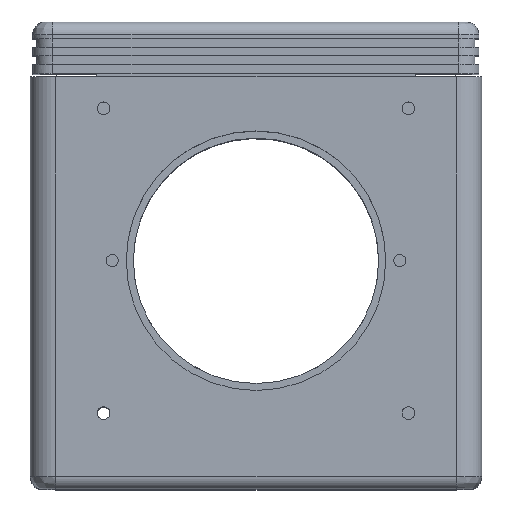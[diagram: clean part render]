
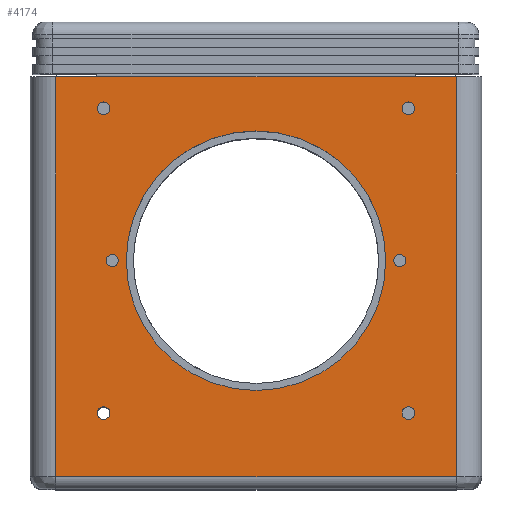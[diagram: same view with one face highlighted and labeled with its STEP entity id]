
A CAD part, top view. The second image highlights one B-rep face of the part: STEP entity #4174.
In plain terms, the highlighted planar face has unit normal (0, 0, -1).
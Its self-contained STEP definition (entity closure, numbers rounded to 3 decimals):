
#14 = CARTESIAN_POINT ( 'NONE',  ( 146.721, -48.964, -1.598 ) ) ;
#95 = AXIS2_PLACEMENT_3D ( 'NONE', #3335, #9032, #2394 ) ;
#157 = CARTESIAN_POINT ( 'NONE',  ( 130.571, -6.464, -1.598 ) ) ;
#185 = ORIENTED_EDGE ( 'NONE', *, *, #630, .T. ) ;
#211 = EDGE_CURVE ( 'NONE', #4797, #7984, #7618, .T. ) ;
#272 = DIRECTION ( 'NONE',  ( 1., 0., 0. ) ) ;
#528 = CARTESIAN_POINT ( 'NONE',  ( 62.821, 29.736, -1.598 ) ) ;
#585 = EDGE_CURVE ( 'NONE', #2093, #4797, #2528, .T. ) ;
#612 = VECTOR ( 'NONE', #3278, 1000. ) ;
#619 = ORIENTED_EDGE ( 'NONE', *, *, #585, .T. ) ;
#630 = EDGE_CURVE ( 'NONE', #6500, #6500, #2214, .T. ) ;
#654 = FACE_BOUND ( 'NONE', #2577, .T. ) ;
#684 = EDGE_LOOP ( 'NONE', ( #185 ) ) ;
#750 = AXIS2_PLACEMENT_3D ( 'NONE', #3857, #5335, #5534 ) ;
#755 = FACE_BOUND ( 'NONE', #6234, .T. ) ;
#763 = EDGE_CURVE ( 'NONE', #4809, #4809, #6942, .T. ) ;
#910 = LINE ( 'NONE', #14, #612 ) ;
#963 = ORIENTED_EDGE ( 'NONE', *, *, #3650, .T. ) ;
#1047 = CARTESIAN_POINT ( 'NONE',  ( 146.721, 29.736, -1.598 ) ) ;
#1133 = CARTESIAN_POINT ( 'NONE',  ( 73.521, -36.464, -1.598 ) ) ;
#1316 = ORIENTED_EDGE ( 'NONE', *, *, #4294, .T. ) ;
#1392 = AXIS2_PLACEMENT_3D ( 'NONE', #5987, #6840, #1408 ) ;
#1408 = DIRECTION ( 'NONE',  ( 1., 0., 0. ) ) ;
#2077 = CARTESIAN_POINT ( 'NONE',  ( 131.771, -6.464, -1.598 ) ) ;
#2093 = VERTEX_POINT ( 'NONE', #528 ) ;
#2214 = CIRCLE ( 'NONE', #4907, 1.25 ) ;
#2344 = FACE_BOUND ( 'NONE', #3032, .T. ) ;
#2394 = DIRECTION ( 'NONE',  ( 1., 0., 0. ) ) ;
#2527 = DIRECTION ( 'NONE',  ( 0., 0., 1. ) ) ;
#2528 = LINE ( 'NONE', #1047, #3226 ) ;
#2577 = EDGE_LOOP ( 'NONE', ( #7605 ) ) ;
#2589 = CARTESIAN_POINT ( 'NONE',  ( 132.271, -36.464, -1.598 ) ) ;
#2975 = ORIENTED_EDGE ( 'NONE', *, *, #6506, .T. ) ;
#3032 = EDGE_LOOP ( 'NONE', ( #9838 ) ) ;
#3157 = VECTOR ( 'NONE', #7114, 1000. ) ;
#3226 = VECTOR ( 'NONE', #4153, 1000. ) ;
#3278 = DIRECTION ( 'NONE',  ( -1., 0., 0. ) ) ;
#3335 = CARTESIAN_POINT ( 'NONE',  ( 72.271, 23.536, -1.598 ) ) ;
#3388 = VERTEX_POINT ( 'NONE', #1133 ) ;
#3411 = CARTESIAN_POINT ( 'NONE',  ( 141.721, -48.964, -1.598 ) ) ;
#3511 = ORIENTED_EDGE ( 'NONE', *, *, #211, .T. ) ;
#3650 = EDGE_CURVE ( 'NONE', #3388, #3388, #8654, .T. ) ;
#3795 = CIRCLE ( 'NONE', #4640, 1.25 ) ;
#3857 = CARTESIAN_POINT ( 'NONE',  ( 146.721, 32.236, -1.598 ) ) ;
#3894 = LINE ( 'NONE', #5281, #3157 ) ;
#4153 = DIRECTION ( 'NONE',  ( 1., 0., 0. ) ) ;
#4171 = EDGE_LOOP ( 'NONE', ( #963 ) ) ;
#4174 = ADVANCED_FACE ( 'NONE', ( #7864, #9567, #6336, #654, #2344, #755, #10204, #5381 ), #9355, .T. ) ;
#4181 = CARTESIAN_POINT ( 'NONE',  ( 73.521, 23.536, -1.598 ) ) ;
#4294 = EDGE_CURVE ( 'NONE', #7404, #7404, #6979, .T. ) ;
#4544 = CARTESIAN_POINT ( 'NONE',  ( 141.721, 32.236, -1.598 ) ) ;
#4613 = ORIENTED_EDGE ( 'NONE', *, *, #9821, .T. ) ;
#4640 = AXIS2_PLACEMENT_3D ( 'NONE', #2589, #4787, #5675 ) ;
#4660 = AXIS2_PLACEMENT_3D ( 'NONE', #5794, #6485, #272 ) ;
#4787 = DIRECTION ( 'NONE',  ( 0., 0., 1. ) ) ;
#4797 = VERTEX_POINT ( 'NONE', #5899 ) ;
#4809 = VERTEX_POINT ( 'NONE', #8021 ) ;
#4907 = AXIS2_PLACEMENT_3D ( 'NONE', #5887, #5723, #5099 ) ;
#5099 = DIRECTION ( 'NONE',  ( 1., 0., 0. ) ) ;
#5179 = VERTEX_POINT ( 'NONE', #6765 ) ;
#5281 = CARTESIAN_POINT ( 'NONE',  ( 62.821, 32.236, -1.598 ) ) ;
#5335 = DIRECTION ( 'NONE',  ( 0., 0., -1. ) ) ;
#5381 = FACE_BOUND ( 'NONE', #4171, .T. ) ;
#5420 = VERTEX_POINT ( 'NONE', #2077 ) ;
#5502 = EDGE_LOOP ( 'NONE', ( #2975, #6886, #619, #3511 ) ) ;
#5534 = DIRECTION ( 'NONE',  ( 0., 1., 0. ) ) ;
#5558 = DIRECTION ( 'NONE',  ( 1., 0., 0. ) ) ;
#5617 = AXIS2_PLACEMENT_3D ( 'NONE', #9111, #2527, #8739 ) ;
#5675 = DIRECTION ( 'NONE',  ( 1., 0., 0. ) ) ;
#5701 = CARTESIAN_POINT ( 'NONE',  ( 133.521, 23.536, -1.598 ) ) ;
#5723 = DIRECTION ( 'NONE',  ( 0., 0., 1. ) ) ;
#5794 = CARTESIAN_POINT ( 'NONE',  ( 73.971, -6.464, -1.598 ) ) ;
#5887 = CARTESIAN_POINT ( 'NONE',  ( 132.271, 23.536, -1.598 ) ) ;
#5899 = CARTESIAN_POINT ( 'NONE',  ( 141.721, 29.736, -1.598 ) ) ;
#5968 = EDGE_LOOP ( 'NONE', ( #9375 ) ) ;
#5969 = EDGE_CURVE ( 'NONE', #5179, #5179, #3795, .T. ) ;
#5971 = DIRECTION ( 'NONE',  ( 0., -1., 0. ) ) ;
#5987 = CARTESIAN_POINT ( 'NONE',  ( 102.271, -6.464, -1.598 ) ) ;
#6234 = EDGE_LOOP ( 'NONE', ( #4613 ) ) ;
#6248 = VECTOR ( 'NONE', #5971, 1000. ) ;
#6336 = FACE_OUTER_BOUND ( 'NONE', #5502, .T. ) ;
#6485 = DIRECTION ( 'NONE',  ( 0., 0., 1. ) ) ;
#6500 = VERTEX_POINT ( 'NONE', #5701 ) ;
#6506 = EDGE_CURVE ( 'NONE', #7984, #7691, #910, .T. ) ;
#6765 = CARTESIAN_POINT ( 'NONE',  ( 133.521, -36.464, -1.598 ) ) ;
#6840 = DIRECTION ( 'NONE',  ( 0., 0., 1. ) ) ;
#6886 = ORIENTED_EDGE ( 'NONE', *, *, #8801, .T. ) ;
#6942 = CIRCLE ( 'NONE', #1392, 25.55 ) ;
#6979 = CIRCLE ( 'NONE', #95, 1.25 ) ;
#7114 = DIRECTION ( 'NONE',  ( 0., 1., 0. ) ) ;
#7165 = EDGE_LOOP ( 'NONE', ( #1316 ) ) ;
#7216 = AXIS2_PLACEMENT_3D ( 'NONE', #157, #8948, #5558 ) ;
#7387 = CIRCLE ( 'NONE', #7216, 1.2 ) ;
#7404 = VERTEX_POINT ( 'NONE', #4181 ) ;
#7605 = ORIENTED_EDGE ( 'NONE', *, *, #763, .T. ) ;
#7618 = LINE ( 'NONE', #4544, #6248 ) ;
#7691 = VERTEX_POINT ( 'NONE', #9017 ) ;
#7864 = FACE_BOUND ( 'NONE', #684, .T. ) ;
#7984 = VERTEX_POINT ( 'NONE', #3411 ) ;
#8021 = CARTESIAN_POINT ( 'NONE',  ( 127.821, -6.464, -1.598 ) ) ;
#8541 = VERTEX_POINT ( 'NONE', #8639 ) ;
#8639 = CARTESIAN_POINT ( 'NONE',  ( 75.171, -6.464, -1.598 ) ) ;
#8654 = CIRCLE ( 'NONE', #5617, 1.25 ) ;
#8739 = DIRECTION ( 'NONE',  ( 1., 0., 0. ) ) ;
#8801 = EDGE_CURVE ( 'NONE', #7691, #2093, #3894, .T. ) ;
#8927 = EDGE_CURVE ( 'NONE', #8541, #8541, #9228, .T. ) ;
#8948 = DIRECTION ( 'NONE',  ( 0., 0., 1. ) ) ;
#9017 = CARTESIAN_POINT ( 'NONE',  ( 62.821, -48.964, -1.598 ) ) ;
#9032 = DIRECTION ( 'NONE',  ( 0., 0., 1. ) ) ;
#9111 = CARTESIAN_POINT ( 'NONE',  ( 72.271, -36.464, -1.598 ) ) ;
#9228 = CIRCLE ( 'NONE', #4660, 1.2 ) ;
#9355 = PLANE ( 'NONE',  #750 ) ;
#9375 = ORIENTED_EDGE ( 'NONE', *, *, #5969, .T. ) ;
#9567 = FACE_BOUND ( 'NONE', #7165, .T. ) ;
#9821 = EDGE_CURVE ( 'NONE', #5420, #5420, #7387, .T. ) ;
#9838 = ORIENTED_EDGE ( 'NONE', *, *, #8927, .T. ) ;
#10204 = FACE_BOUND ( 'NONE', #5968, .T. ) ;
